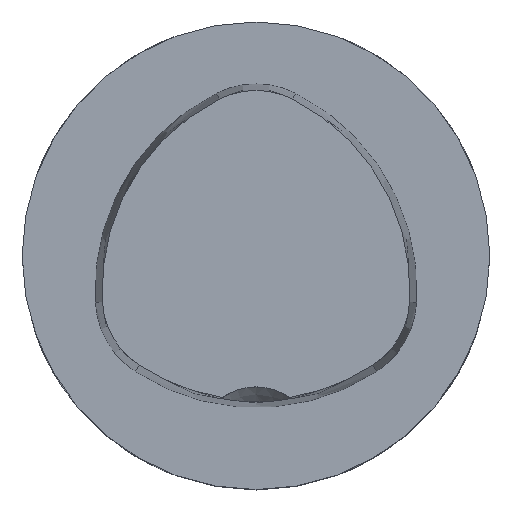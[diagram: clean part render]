
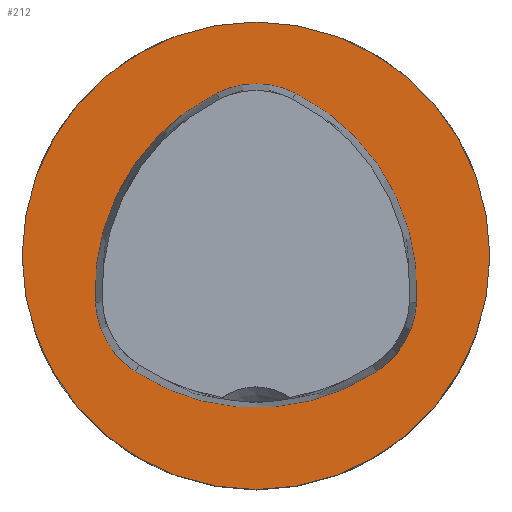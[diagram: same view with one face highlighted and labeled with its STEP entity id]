
A CAD part, top view. The second image highlights one B-rep face of the part: STEP entity #212.
In plain terms, the highlighted planar face has unit normal (0, 0, 1).
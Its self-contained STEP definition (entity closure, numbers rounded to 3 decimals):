
#107=FACE_BOUND('',#269,.T.);
#108=FACE_BOUND('',#270,.T.);
#142=PLANE('',#551);
#212=ADVANCED_FACE('',(#107,#108),#142,.T.);
#269=EDGE_LOOP('',(#380));
#270=EDGE_LOOP('',(#381,#382,#383,#384,#385,#386));
#289=CIRCLE('',#511,15.063);
#292=CIRCLE('',#515,6.063);
#294=CIRCLE('',#518,6.063);
#296=CIRCLE('',#521,15.063);
#298=CIRCLE('',#524,6.063);
#300=CIRCLE('',#527,15.063);
#301=CIRCLE('',#550,16.0);
#380=ORIENTED_EDGE('',*,*,#497,.F.);
#381=ORIENTED_EDGE('',*,*,#470,.F.);
#382=ORIENTED_EDGE('',*,*,#472,.F.);
#383=ORIENTED_EDGE('',*,*,#460,.F.);
#384=ORIENTED_EDGE('',*,*,#456,.F.);
#385=ORIENTED_EDGE('',*,*,#464,.F.);
#386=ORIENTED_EDGE('',*,*,#467,.F.);
#417=VERTEX_POINT('',#729);
#418=VERTEX_POINT('',#731);
#421=VERTEX_POINT('',#739);
#423=VERTEX_POINT('',#745);
#425=VERTEX_POINT('',#751);
#427=VERTEX_POINT('',#757);
#444=VERTEX_POINT('',#817);
#456=EDGE_CURVE('',#417,#418,#289,.T.);
#460=EDGE_CURVE('',#418,#421,#292,.T.);
#464=EDGE_CURVE('',#423,#417,#294,.T.);
#467=EDGE_CURVE('',#425,#423,#296,.T.);
#470=EDGE_CURVE('',#427,#425,#298,.T.);
#472=EDGE_CURVE('',#421,#427,#300,.T.);
#497=EDGE_CURVE('',#444,#444,#301,.T.);
#511=AXIS2_PLACEMENT_3D('',#730,#578,#579);
#515=AXIS2_PLACEMENT_3D('',#738,#587,#588);
#518=AXIS2_PLACEMENT_3D('',#746,#595,#596);
#521=AXIS2_PLACEMENT_3D('',#752,#602,#603);
#524=AXIS2_PLACEMENT_3D('',#758,#609,#610);
#527=AXIS2_PLACEMENT_3D('',#761,#615,#616);
#550=AXIS2_PLACEMENT_3D('',#816,#677,#678);
#551=AXIS2_PLACEMENT_3D('',#818,#679,#680);
#578=DIRECTION('',(0.0,0.0,1.0));
#579=DIRECTION('',(1.0,0.0,0.0));
#587=DIRECTION('',(0.0,0.0,1.0));
#588=DIRECTION('',(1.0,0.0,0.0));
#595=DIRECTION('',(0.0,0.0,1.0));
#596=DIRECTION('',(1.0,0.0,0.0));
#602=DIRECTION('',(0.0,0.0,1.0));
#603=DIRECTION('',(1.0,0.0,0.0));
#609=DIRECTION('',(0.0,0.0,1.0));
#610=DIRECTION('',(1.0,0.0,0.0));
#615=DIRECTION('',(0.0,0.0,1.0));
#616=DIRECTION('',(1.0,0.0,0.0));
#677=DIRECTION('',(0.0,0.0,-1.0));
#678=DIRECTION('',(-1.0,0.0,0.0));
#679=DIRECTION('',(0.0,0.0,1.0));
#680=DIRECTION('',(0.0,-1.0,0.0));
#729=CARTESIAN_POINT('',(-8.262,-7.919,0.0));
#730=CARTESIAN_POINT('',(0.0,4.675,0.0));
#731=CARTESIAN_POINT('',(8.262,-7.919,0.0));
#738=CARTESIAN_POINT('',(4.936,-2.85,0.0));
#739=CARTESIAN_POINT('',(10.989,-3.195,0.0));
#745=CARTESIAN_POINT('',(-10.989,-3.195,0.0));
#746=CARTESIAN_POINT('',(-4.936,-2.85,0.0));
#751=CARTESIAN_POINT('',(-2.728,11.115,0.0));
#752=CARTESIAN_POINT('',(4.049,-2.338,0.0));
#757=CARTESIAN_POINT('',(2.728,11.115,0.0));
#758=CARTESIAN_POINT('',(0.0,5.7,0.0));
#761=CARTESIAN_POINT('',(-4.049,-2.338,0.0));
#816=CARTESIAN_POINT('',(0.0,0.0,0.0));
#817=CARTESIAN_POINT('',(-16.0,0.0,0.0));
#818=CARTESIAN_POINT('',(-8.0,0.0,0.0));
